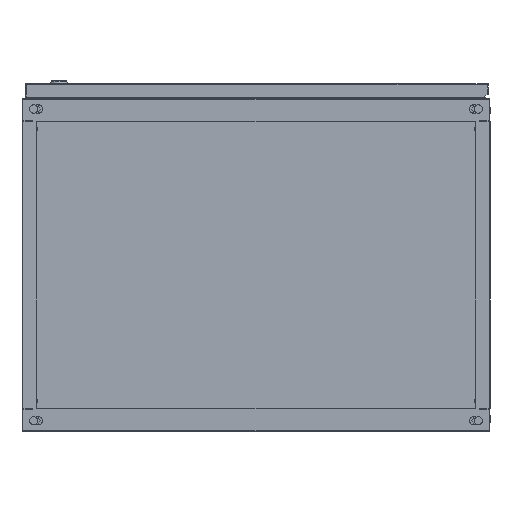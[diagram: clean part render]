
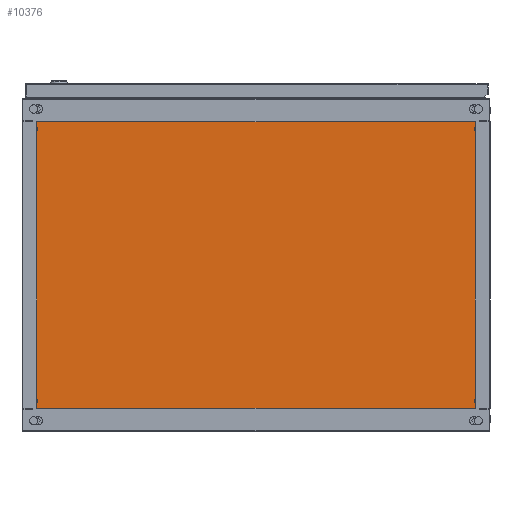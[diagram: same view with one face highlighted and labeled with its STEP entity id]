
A CAD part, front view. The second image highlights one B-rep face of the part: STEP entity #10376.
In plain terms, the highlighted planar face has unit normal (0, -1, 0).
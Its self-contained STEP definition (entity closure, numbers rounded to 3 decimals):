
#2295 = LINE ( 'NONE', #95104, #86354 ) ;
#2694 = DIRECTION ( 'NONE',  ( 0., 0., 1. ) ) ;
#3418 = ORIENTED_EDGE ( 'NONE', *, *, #69924, .F. ) ;
#5920 = DIRECTION ( 'NONE',  ( -1., 0., 0. ) ) ;
#6809 = VECTOR ( 'NONE', #2694, 1000. ) ;
#10376 = ADVANCED_FACE ( 'NONE', ( #37144 ), #76482, .F. ) ;
#10418 = ORIENTED_EDGE ( 'NONE', *, *, #93588, .F. ) ;
#16852 = CARTESIAN_POINT ( 'NONE',  ( -375., 1799., 245. ) ) ;
#26130 = LINE ( 'NONE', #51631, #6809 ) ;
#28580 = VECTOR ( 'NONE', #47920, 1000. ) ;
#29291 = AXIS2_PLACEMENT_3D ( 'NONE', #76387, #77208, #76294 ) ;
#35843 = LINE ( 'NONE', #90461, #76461 ) ;
#37144 = FACE_OUTER_BOUND ( 'NONE', #102847, .T. ) ;
#45570 = ORIENTED_EDGE ( 'NONE', *, *, #104360, .F. ) ;
#46988 = CARTESIAN_POINT ( 'NONE',  ( -375., 1799., -245. ) ) ;
#47920 = DIRECTION ( 'NONE',  ( 0., 0., -1. ) ) ;
#48545 = VERTEX_POINT ( 'NONE', #68045 ) ;
#51631 = CARTESIAN_POINT ( 'NONE',  ( -375., 1799., -245. ) ) ;
#52243 = VERTEX_POINT ( 'NONE', #46988 ) ;
#56089 = CARTESIAN_POINT ( 'NONE',  ( 375., 1799., -245. ) ) ;
#57400 = ORIENTED_EDGE ( 'NONE', *, *, #98389, .F. ) ;
#66415 = DIRECTION ( 'NONE',  ( 1., 0., 0. ) ) ;
#68045 = CARTESIAN_POINT ( 'NONE',  ( 375., 1799., -245. ) ) ;
#69924 = EDGE_CURVE ( 'NONE', #52243, #71388, #26130, .T. ) ;
#71388 = VERTEX_POINT ( 'NONE', #16852 ) ;
#71683 = LINE ( 'NONE', #56089, #28580 ) ;
#76294 = DIRECTION ( 'NONE',  ( 0., 0., 1. ) ) ;
#76387 = CARTESIAN_POINT ( 'NONE',  ( 0., 1799., 0. ) ) ;
#76461 = VECTOR ( 'NONE', #66415, 1000. ) ;
#76482 = PLANE ( 'NONE',  #29291 ) ;
#77208 = DIRECTION ( 'NONE',  ( 0., 1., 0. ) ) ;
#80110 = CARTESIAN_POINT ( 'NONE',  ( 375., 1799., 245. ) ) ;
#81407 = VERTEX_POINT ( 'NONE', #80110 ) ;
#86354 = VECTOR ( 'NONE', #5920, 1000. ) ;
#90461 = CARTESIAN_POINT ( 'NONE',  ( -375., 1799., 245. ) ) ;
#93588 = EDGE_CURVE ( 'NONE', #81407, #48545, #71683, .T. ) ;
#95104 = CARTESIAN_POINT ( 'NONE',  ( -375., 1799., -245. ) ) ;
#98389 = EDGE_CURVE ( 'NONE', #48545, #52243, #2295, .T. ) ;
#102847 = EDGE_LOOP ( 'NONE', ( #3418, #57400, #10418, #45570 ) ) ;
#104360 = EDGE_CURVE ( 'NONE', #71388, #81407, #35843, .T. ) ;
